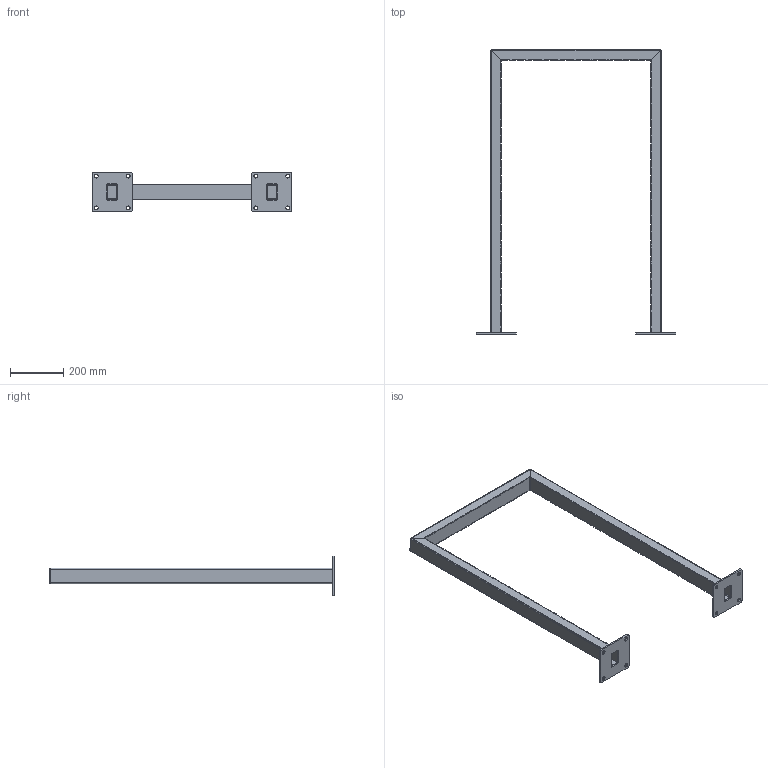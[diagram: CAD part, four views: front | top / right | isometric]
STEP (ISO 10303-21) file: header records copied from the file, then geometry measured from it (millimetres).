
FILE_DESCRIPTION (( 'STEP AP203' ), '1' );
FILE_NAME ('ARBS1.600 Ct.STEP', '2021-08-05T11:55:46', ( '' ), ( '' ), 'SwSTEP 2.0', 'SolidWorks 2020', '' );
FILE_SCHEMA (( 'CONFIG_CONTROL_DESIGN' ));
Length unit declared in the file: millimetre
Products named in the file (7): ARBS1 Ct Leg; ARBS1 Ct Inside Leg; ARBS1.600 Ct; FURNS Brandtag sticker; ARBS1.600 Ct Inside Top; ARBS1.600 Ct Top; ARBS1 Groundplate_Corten
Assembly tree (9 placements, depth 2):
  ARBS1.600 Ct
    ARBS1 Ct Leg  x2
    ARBS1.600 Ct Top
    ARBS1 Ct Inside Leg  x2
    ARBS1.600 Ct Inside Top
    ARBS1 Groundplate_Corten  x2
    FURNS Brandtag sticker
Bounding box: 750 x 1070 x 150 mm (x, y, z)
Volume: 1242775.7 mm3; surface area: 1126948.5 mm2
Topology: 9 solids, 9 shells, 1161 faces, 3321 edges, 2198 vertices
Faces by surface type: plane 1026, bspline 94, cylinder 41
Entity records: 28068 total; most frequent: CARTESIAN_POINT 6206, ORIENTED_EDGE 4730, DIRECTION 3721, EDGE_CURVE 2365, LINE 2143, VECTOR 2143, VERTEX_POINT 1566, EDGE_LOOP 861
